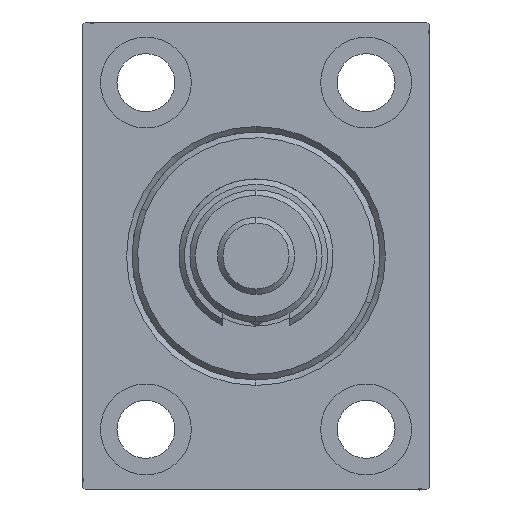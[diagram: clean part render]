
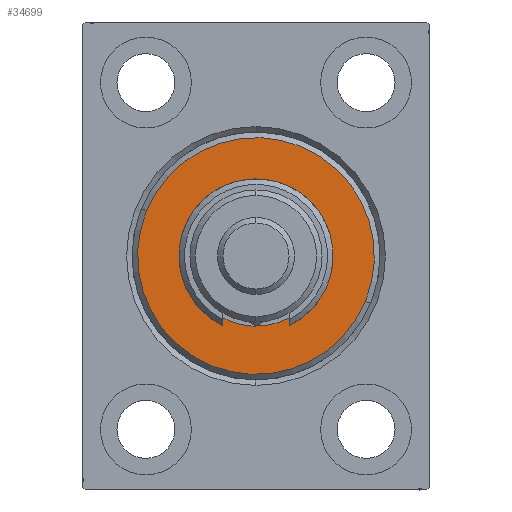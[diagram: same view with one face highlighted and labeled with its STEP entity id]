
A CAD part, left-side view. The second image highlights one B-rep face of the part: STEP entity #34699.
In plain terms, the highlighted face is planar.
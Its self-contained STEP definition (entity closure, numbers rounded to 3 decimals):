
#2087 = DIRECTION ( 'NONE',  ( 1., 0., 0. ) ) ;
#2299 = DIRECTION ( 'NONE',  ( 1., 0., 0. ) ) ;
#2320 = CARTESIAN_POINT ( 'NONE',  ( 3., 0., 0. ) ) ;
#2540 = EDGE_LOOP ( 'NONE', ( #34287, #15150 ) ) ;
#2590 = AXIS2_PLACEMENT_3D ( 'NONE', #35325, #35089, #45621 ) ;
#3432 = EDGE_CURVE ( 'NONE', #31245, #9561, #38845, .T. ) ;
#4707 = CIRCLE ( 'NONE', #26831, 21.5 ) ;
#5594 = DIRECTION ( 'NONE',  ( -1., 0., 0. ) ) ;
#9561 = VERTEX_POINT ( 'NONE', #19363 ) ;
#12166 = CIRCLE ( 'NONE', #35057, 12.75 ) ;
#12789 = DIRECTION ( 'NONE',  ( 0., 0., -1. ) ) ;
#13005 = DIRECTION ( 'NONE',  ( 0., 0., -1. ) ) ;
#14826 = CARTESIAN_POINT ( 'NONE',  ( 3., 0., 12.75 ) ) ;
#15150 = ORIENTED_EDGE ( 'NONE', *, *, #3432, .T. ) ;
#17519 = CARTESIAN_POINT ( 'NONE',  ( 3., 0., 0. ) ) ;
#17785 = CIRCLE ( 'NONE', #2590, 12.75 ) ;
#19363 = CARTESIAN_POINT ( 'NONE',  ( 3., 0., 21.5 ) ) ;
#19991 = EDGE_CURVE ( 'NONE', #23310, #33277, #12166, .T. ) ;
#21144 = EDGE_LOOP ( 'NONE', ( #33447, #26745 ) ) ;
#22078 = AXIS2_PLACEMENT_3D ( 'NONE', #17519, #2299, #13005 ) ;
#23310 = VERTEX_POINT ( 'NONE', #14826 ) ;
#25866 = CARTESIAN_POINT ( 'NONE',  ( 3., 0., 0. ) ) ;
#26745 = ORIENTED_EDGE ( 'NONE', *, *, #37511, .T. ) ;
#26831 = AXIS2_PLACEMENT_3D ( 'NONE', #25866, #43321, #36155 ) ;
#27126 = PLANE ( 'NONE',  #29988 ) ;
#28237 = DIRECTION ( 'NONE',  ( 0., 0., -1. ) ) ;
#29703 = EDGE_CURVE ( 'NONE', #9561, #31245, #4707, .T. ) ;
#29988 = AXIS2_PLACEMENT_3D ( 'NONE', #2320, #2087, #12789 ) ;
#31245 = VERTEX_POINT ( 'NONE', #45945 ) ;
#33277 = VERTEX_POINT ( 'NONE', #34868 ) ;
#33447 = ORIENTED_EDGE ( 'NONE', *, *, #19991, .T. ) ;
#34060 = FACE_BOUND ( 'NONE', #21144, .T. ) ;
#34287 = ORIENTED_EDGE ( 'NONE', *, *, #29703, .T. ) ;
#34699 = ADVANCED_FACE ( 'NONE', ( #34779, #34060 ), #27126, .T. ) ;
#34779 = FACE_OUTER_BOUND ( 'NONE', #2540, .T. ) ;
#34868 = CARTESIAN_POINT ( 'NONE',  ( 3., 0., -12.75 ) ) ;
#35057 = AXIS2_PLACEMENT_3D ( 'NONE', #42351, #5594, #28237 ) ;
#35089 = DIRECTION ( 'NONE',  ( -1., 0., 0. ) ) ;
#35325 = CARTESIAN_POINT ( 'NONE',  ( 3., 0., 0. ) ) ;
#36155 = DIRECTION ( 'NONE',  ( 0., 0., -1. ) ) ;
#37511 = EDGE_CURVE ( 'NONE', #33277, #23310, #17785, .T. ) ;
#38845 = CIRCLE ( 'NONE', #22078, 21.5 ) ;
#42351 = CARTESIAN_POINT ( 'NONE',  ( 3., 0., 0. ) ) ;
#43321 = DIRECTION ( 'NONE',  ( 1., 0., 0. ) ) ;
#45621 = DIRECTION ( 'NONE',  ( 0., 0., -1. ) ) ;
#45945 = CARTESIAN_POINT ( 'NONE',  ( 3., 0., -21.5 ) ) ;
